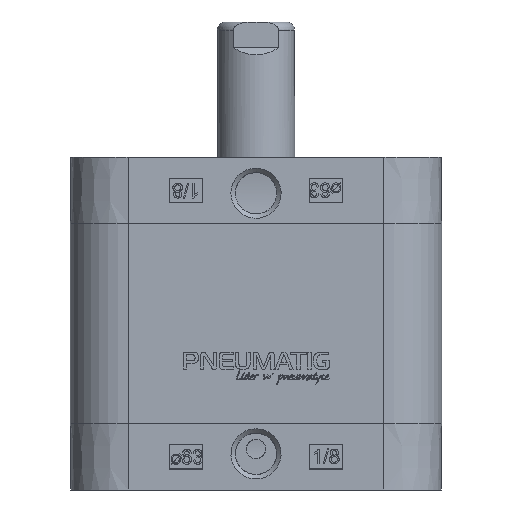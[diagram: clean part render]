
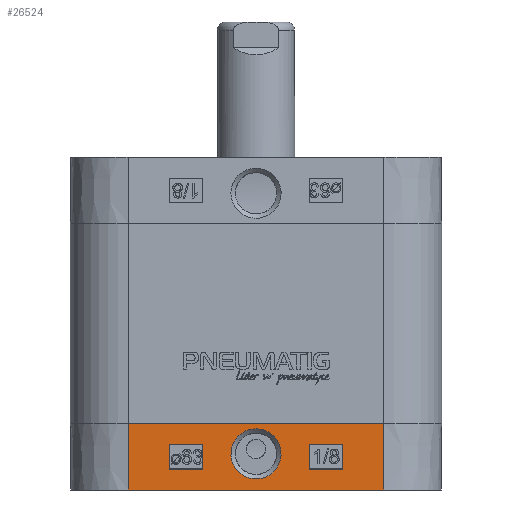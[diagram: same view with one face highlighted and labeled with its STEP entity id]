
A CAD part, left-side view. The second image highlights one B-rep face of the part: STEP entity #26524.
In plain terms, the highlighted planar face has unit normal (-1, 0, -0.009).
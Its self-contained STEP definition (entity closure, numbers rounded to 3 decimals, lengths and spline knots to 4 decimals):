
#1013=B_SPLINE_CURVE_WITH_KNOTS($,3,(#35905,#35906,#35907,#35908,#35909,
#35910,#35911,#35912,#35913,#35914,#35915,#35916,#35917,#35918,#35919,#35920,
#35921,#35922,#35923,#35924,#35925,#35926,#35927,#35928,#35929,#35930,#35931,
#35932,#35933,#35934,#35935,#35936,#35937,#35938,#35939,#35940,#35941,#35942,
#35943,#35944,#35945,#35946,#35947),.UNSPECIFIED.,.T.,.F.,(4,3,3,3,3,3,
3,3,3,3,3,3,3,3,4),(0.,0.2329,0.4813,0.8309,
1.2398,1.4358,1.7544,1.9158,2.1599,
2.5394,2.9297,3.1201,3.4254,3.5846,
3.8175),.UNSPECIFIED.);
#2710=FACE_BOUND($,#8773,.T.);
#2711=FACE_BOUND($,#8774,.T.);
#2712=FACE_BOUND($,#8775,.T.);
#2910=LINE($,#33965,#4991);
#2989=LINE($,#34320,#5070);
#3169=LINE($,#35833,#5250);
#3171=LINE($,#35837,#5252);
#3173=LINE($,#35841,#5254);
#3175=LINE($,#35844,#5256);
#3177=LINE($,#35850,#5258);
#3179=LINE($,#35854,#5260);
#3181=LINE($,#35858,#5262);
#3183=LINE($,#35861,#5264);
#3185=LINE($,#35949,#5266);
#3186=LINE($,#35950,#5267);
#4991=VECTOR($,#29336,5.3);
#5070=VECTOR($,#29599,5.3);
#5250=VECTOR($,#29935,0.5);
#5252=VECTOR($,#29939,0.7);
#5254=VECTOR($,#29943,0.5);
#5256=VECTOR($,#29947,0.7);
#5258=VECTOR($,#29953,0.5);
#5260=VECTOR($,#29957,0.7);
#5262=VECTOR($,#29961,0.5);
#5264=VECTOR($,#29965,0.7);
#5266=VECTOR($,#29971,1.3751);
#5267=VECTOR($,#29972,1.3751);
#7181=FACE_OUTER_BOUND($,#8772,.T.);
#8772=EDGE_LOOP($,(#18554,#18555,#18556,#18557));
#8773=EDGE_LOOP($,(#18558,#18559,#18560,#18561));
#8774=EDGE_LOOP($,(#18562,#18563,#18564,#18565));
#8775=EDGE_LOOP($,(#18566));
#10826=VERTEX_POINT($,#33962);
#10827=VERTEX_POINT($,#33964);
#10926=VERTEX_POINT($,#34317);
#10927=VERTEX_POINT($,#34319);
#11195=VERTEX_POINT($,#35830);
#11196=VERTEX_POINT($,#35832);
#11197=VERTEX_POINT($,#35836);
#11198=VERTEX_POINT($,#35840);
#11199=VERTEX_POINT($,#35847);
#11200=VERTEX_POINT($,#35849);
#11201=VERTEX_POINT($,#35853);
#11202=VERTEX_POINT($,#35857);
#11203=VERTEX_POINT($,#35903);
#13583=EDGE_CURVE($,#10827,#10826,#2910,.T.);
#13707=EDGE_CURVE($,#10927,#10926,#2989,.T.);
#14061=EDGE_CURVE($,#11196,#11195,#3169,.T.);
#14063=EDGE_CURVE($,#11197,#11196,#3171,.T.);
#14065=EDGE_CURVE($,#11198,#11197,#3173,.T.);
#14067=EDGE_CURVE($,#11195,#11198,#3175,.T.);
#14069=EDGE_CURVE($,#11200,#11199,#3177,.T.);
#14071=EDGE_CURVE($,#11201,#11200,#3179,.T.);
#14073=EDGE_CURVE($,#11202,#11201,#3181,.T.);
#14075=EDGE_CURVE($,#11199,#11202,#3183,.T.);
#14077=EDGE_CURVE($,#11203,#11203,#1013,.T.);
#14078=EDGE_CURVE($,#10927,#10826,#3185,.T.);
#14079=EDGE_CURVE($,#10926,#10827,#3186,.T.);
#18554=ORIENTED_EDGE($,*,*,#13583,.T.);
#18555=ORIENTED_EDGE($,*,*,#14078,.F.);
#18556=ORIENTED_EDGE($,*,*,#13707,.T.);
#18557=ORIENTED_EDGE($,*,*,#14079,.T.);
#18558=ORIENTED_EDGE($,*,*,#14061,.T.);
#18559=ORIENTED_EDGE($,*,*,#14067,.T.);
#18560=ORIENTED_EDGE($,*,*,#14065,.T.);
#18561=ORIENTED_EDGE($,*,*,#14063,.T.);
#18562=ORIENTED_EDGE($,*,*,#14069,.T.);
#18563=ORIENTED_EDGE($,*,*,#14075,.T.);
#18564=ORIENTED_EDGE($,*,*,#14073,.T.);
#18565=ORIENTED_EDGE($,*,*,#14071,.T.);
#18566=ORIENTED_EDGE($,*,*,#14077,.F.);
#25928=PLANE($,#28158);
#26524=ADVANCED_FACE($,(#7181,#2710,#2711,#2712),#25928,.T.);
#28158=AXIS2_PLACEMENT_3D($,#35948,#29969,#29970);
#29336=DIRECTION($,(0.,-1.,0.));
#29599=DIRECTION($,(0.,1.,0.));
#29935=DIRECTION($,(-0.009,0.,1.));
#29939=DIRECTION($,(0.,1.,0.));
#29943=DIRECTION($,(0.009,0.,-1.));
#29947=DIRECTION($,(0.,-1.,0.));
#29953=DIRECTION($,(-0.009,0.,1.));
#29957=DIRECTION($,(0.,1.,0.));
#29961=DIRECTION($,(0.009,0.,-1.));
#29965=DIRECTION($,(0.,-1.,0.));
#29969=DIRECTION('center_axis',(-1.,0.,-0.009));
#29970=DIRECTION('ref_axis',(-0.009,0.,
1.));
#29971=DIRECTION($,(0.009,0.,-1.));
#29972=DIRECTION($,(0.009,0.,-1.));
#33962=CARTESIAN_POINT('',(-3.838,-2.65,-5.));
#33964=CARTESIAN_POINT('',(-3.838,2.65,-5.));
#33965=CARTESIAN_POINT($,(-3.838,2.65,-5.));
#34317=CARTESIAN_POINT('',(-3.85,2.65,-3.625));
#34319=CARTESIAN_POINT('',(-3.85,-2.65,-3.625));
#34320=CARTESIAN_POINT($,(-3.85,-2.65,-3.625));
#35830=CARTESIAN_POINT('',(-3.8462,-1.1,-4.065));
#35832=CARTESIAN_POINT('',(-3.8418,-1.1,-4.565));
#35833=CARTESIAN_POINT($,(-3.8418,-1.1,-4.565));
#35836=CARTESIAN_POINT('',(-3.8418,-1.8,-4.565));
#35837=CARTESIAN_POINT($,(-3.8418,-1.8,-4.565));
#35840=CARTESIAN_POINT('',(-3.8462,-1.8,-4.065));
#35841=CARTESIAN_POINT($,(-3.8462,-1.8,-4.065));
#35844=CARTESIAN_POINT($,(-3.8462,-1.1,-4.065));
#35847=CARTESIAN_POINT('',(-3.8462,1.8,-4.065));
#35849=CARTESIAN_POINT('',(-3.8418,1.8,-4.565));
#35850=CARTESIAN_POINT($,(-3.8418,1.8,-4.565));
#35853=CARTESIAN_POINT('',(-3.8418,1.1,-4.565));
#35854=CARTESIAN_POINT($,(-3.8418,1.1,-4.565));
#35857=CARTESIAN_POINT('',(-3.8462,1.1,-4.065));
#35858=CARTESIAN_POINT($,(-3.8462,1.1,-4.065));
#35861=CARTESIAN_POINT($,(-3.8462,1.8,-4.065));
#35903=CARTESIAN_POINT('',(-3.8491,-0.0001,-3.7313));
#35905=CARTESIAN_POINT('Ctrl Pts',(-3.84,-0.0003,
-4.7694));
#35906=CARTESIAN_POINT('Ctrl Pts',(-3.84,-0.0779,
-4.7695));
#35907=CARTESIAN_POINT('Ctrl Pts',(-3.8402,-0.1577,
-4.752));
#35908=CARTESIAN_POINT('Ctrl Pts',(-3.8405,-0.2256,
-4.7193));
#35909=CARTESIAN_POINT('Ctrl Pts',(-3.8408,-0.298,
-4.6844));
#35910=CARTESIAN_POINT('Ctrl Pts',(-3.8411,-0.3478,-4.6408));
#35911=CARTESIAN_POINT('Ctrl Pts',(-3.8415,-0.3885,
-4.5944));
#35912=CARTESIAN_POINT('Ctrl Pts',(-3.8421,-0.4457,
-4.5292));
#35913=CARTESIAN_POINT('Ctrl Pts',(-3.8428,-0.4874,
-4.4495));
#35914=CARTESIAN_POINT('Ctrl Pts',(-3.8435,-0.5064,
-4.3664));
#35915=CARTESIAN_POINT('Ctrl Pts',(-3.8444,-0.5286,
-4.2691));
#35916=CARTESIAN_POINT('Ctrl Pts',(-3.8453,-0.5208,
-4.1633));
#35917=CARTESIAN_POINT('Ctrl Pts',(-3.8461,-0.4856,
-4.068));
#35918=CARTESIAN_POINT('Ctrl Pts',(-3.8465,-0.4688,
-4.0222));
#35919=CARTESIAN_POINT('Ctrl Pts',(-3.847,-0.4442,
-3.974));
#35920=CARTESIAN_POINT('Ctrl Pts',(-3.8474,-0.4066,
-3.9268));
#35921=CARTESIAN_POINT('Ctrl Pts',(-3.848,-0.3455,
-3.8501));
#35922=CARTESIAN_POINT('Ctrl Pts',(-3.8486,-0.2539,
-3.7871));
#35923=CARTESIAN_POINT('Ctrl Pts',(-3.8489,-0.1544,
-3.7556));
#35924=CARTESIAN_POINT('Ctrl Pts',(-3.849,-0.104,
-3.7396));
#35925=CARTESIAN_POINT('Ctrl Pts',(-3.8491,-0.0512,
-3.7313));
#35926=CARTESIAN_POINT('Ctrl Pts',(-3.8491,-0.0001,
-3.7313));
#35927=CARTESIAN_POINT('Ctrl Pts',(-3.8491,0.0772,-3.7313));
#35928=CARTESIAN_POINT('Ctrl Pts',(-3.8489,0.1394,-3.748));
#35929=CARTESIAN_POINT('Ctrl Pts',(-3.8487,0.1925,
-3.7694));
#35930=CARTESIAN_POINT('Ctrl Pts',(-3.8484,0.2749,-3.8026));
#35931=CARTESIAN_POINT('Ctrl Pts',(-3.848,0.349,-3.8553));
#35932=CARTESIAN_POINT('Ctrl Pts',(-3.8474,0.4062,
-3.9269));
#35933=CARTESIAN_POINT('Ctrl Pts',(-3.8467,0.4651,
-4.0006));
#35934=CARTESIAN_POINT('Ctrl Pts',(-3.8458,0.507,
-4.1008));
#35935=CARTESIAN_POINT('Ctrl Pts',(-3.8449,0.517,
-4.2042));
#35936=CARTESIAN_POINT('Ctrl Pts',(-3.8445,0.5219,
-4.2546));
#35937=CARTESIAN_POINT('Ctrl Pts',(-3.844,0.5204,-4.3078));
#35938=CARTESIAN_POINT('Ctrl Pts',(-3.8435,0.5071,
-4.3664));
#35939=CARTESIAN_POINT('Ctrl Pts',(-3.8427,0.4856,
-4.4604));
#35940=CARTESIAN_POINT('Ctrl Pts',(-3.8419,0.4309,
-4.5566));
#35941=CARTESIAN_POINT('Ctrl Pts',(-3.8413,0.3566,
-4.6274));
#35942=CARTESIAN_POINT('Ctrl Pts',(-3.8409,0.3179,
-4.6644));
#35943=CARTESIAN_POINT('Ctrl Pts',(-3.8407,0.2735,
-4.6955));
#35944=CARTESIAN_POINT('Ctrl Pts',(-3.8405,0.2254,-4.7187));
#35945=CARTESIAN_POINT('Ctrl Pts',(-3.8402,0.1549,
-4.7527));
#35946=CARTESIAN_POINT('Ctrl Pts',(-3.84,0.0773,
-4.7693));
#35947=CARTESIAN_POINT('Ctrl Pts',(-3.84,-0.0003,
-4.7694));
#35948=CARTESIAN_POINT('Origin',(-3.85,0.,-3.625));
#35949=CARTESIAN_POINT($,(-3.85,-2.65,-3.625));
#35950=CARTESIAN_POINT($,(-3.85,2.65,-3.625));
